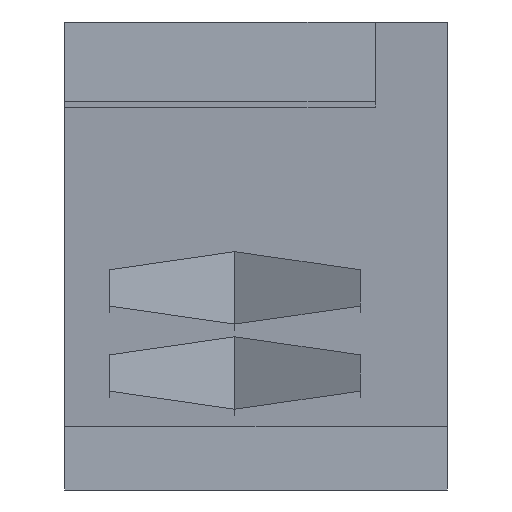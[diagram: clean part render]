
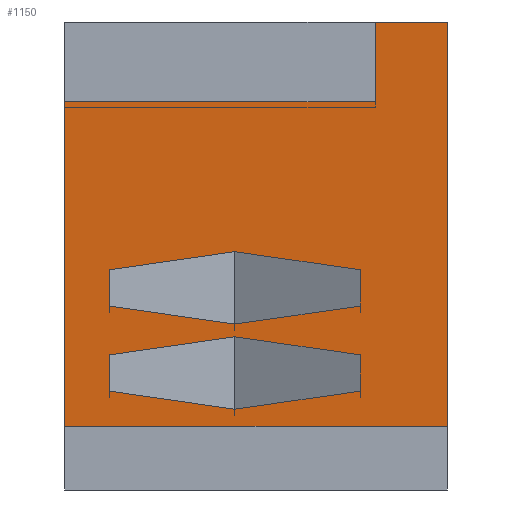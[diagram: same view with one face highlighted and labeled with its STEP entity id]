
A CAD part, left-side view. The second image highlights one B-rep face of the part: STEP entity #1150.
In plain terms, the highlighted planar face has unit normal (-0.242, 0, 0.97).
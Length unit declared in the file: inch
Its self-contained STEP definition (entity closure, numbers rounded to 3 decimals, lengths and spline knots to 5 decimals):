
#30=FACE_BOUND('',#133,.T.);
#31=FACE_BOUND('',#134,.T.);
#67=FACE_OUTER_BOUND('',#132,.T.);
#132=EDGE_LOOP('',(#807,#808,#809,#810,#811,#812));
#133=EDGE_LOOP('',(#813,#814,#815,#816,#817,#818));
#134=EDGE_LOOP('',(#819,#820,#821,#822,#823,#824));
#200=LINE('',#1600,#347);
#210=LINE('',#1620,#357);
#217=LINE('',#1633,#364);
#218=LINE('',#1642,#365);
#225=LINE('',#1655,#372);
#226=LINE('',#1663,#373);
#227=LINE('',#1666,#374);
#228=LINE('',#1668,#375);
#229=LINE('',#1670,#376);
#230=LINE('',#1672,#377);
#231=LINE('',#1674,#378);
#232=LINE('',#1675,#379);
#233=LINE('',#1678,#380);
#234=LINE('',#1680,#381);
#235=LINE('',#1682,#382);
#236=LINE('',#1684,#383);
#237=LINE('',#1686,#384);
#238=LINE('',#1687,#385);
#347=VECTOR('',#1301,0.3937);
#357=VECTOR('',#1317,0.3937);
#364=VECTOR('',#1326,0.3937);
#365=VECTOR('',#1335,0.3937);
#372=VECTOR('',#1344,0.3937);
#373=VECTOR('',#1353,0.3937);
#374=VECTOR('',#1354,0.3937);
#375=VECTOR('',#1355,0.3937);
#376=VECTOR('',#1356,0.3937);
#377=VECTOR('',#1357,0.3937);
#378=VECTOR('',#1358,0.3937);
#379=VECTOR('',#1359,0.3937);
#380=VECTOR('',#1360,0.3937);
#381=VECTOR('',#1361,0.3937);
#382=VECTOR('',#1362,0.3937);
#383=VECTOR('',#1363,0.3937);
#384=VECTOR('',#1364,0.3937);
#385=VECTOR('',#1365,0.3937);
#494=VERTEX_POINT('',#1598);
#495=VERTEX_POINT('',#1599);
#502=VERTEX_POINT('',#1619);
#507=VERTEX_POINT('',#1631);
#511=VERTEX_POINT('',#1641);
#516=VERTEX_POINT('',#1653);
#520=VERTEX_POINT('',#1664);
#521=VERTEX_POINT('',#1665);
#522=VERTEX_POINT('',#1667);
#523=VERTEX_POINT('',#1669);
#524=VERTEX_POINT('',#1671);
#525=VERTEX_POINT('',#1673);
#526=VERTEX_POINT('',#1676);
#527=VERTEX_POINT('',#1677);
#528=VERTEX_POINT('',#1679);
#529=VERTEX_POINT('',#1681);
#530=VERTEX_POINT('',#1683);
#531=VERTEX_POINT('',#1685);
#602=EDGE_CURVE('',#494,#495,#200,.T.);
#612=EDGE_CURVE('',#495,#502,#210,.T.);
#619=EDGE_CURVE('',#494,#507,#217,.T.);
#623=EDGE_CURVE('',#511,#507,#218,.T.);
#630=EDGE_CURVE('',#511,#516,#225,.T.);
#634=EDGE_CURVE('',#516,#502,#226,.T.);
#635=EDGE_CURVE('',#520,#521,#227,.T.);
#636=EDGE_CURVE('',#522,#520,#228,.T.);
#637=EDGE_CURVE('',#523,#522,#229,.T.);
#638=EDGE_CURVE('',#524,#523,#230,.T.);
#639=EDGE_CURVE('',#525,#524,#231,.T.);
#640=EDGE_CURVE('',#521,#525,#232,.T.);
#641=EDGE_CURVE('',#526,#527,#233,.T.);
#642=EDGE_CURVE('',#528,#526,#234,.T.);
#643=EDGE_CURVE('',#529,#528,#235,.T.);
#644=EDGE_CURVE('',#530,#529,#236,.T.);
#645=EDGE_CURVE('',#531,#530,#237,.T.);
#646=EDGE_CURVE('',#527,#531,#238,.T.);
#807=ORIENTED_EDGE('',*,*,#612,.F.);
#808=ORIENTED_EDGE('',*,*,#602,.F.);
#809=ORIENTED_EDGE('',*,*,#619,.T.);
#810=ORIENTED_EDGE('',*,*,#623,.F.);
#811=ORIENTED_EDGE('',*,*,#630,.T.);
#812=ORIENTED_EDGE('',*,*,#634,.T.);
#813=ORIENTED_EDGE('',*,*,#635,.F.);
#814=ORIENTED_EDGE('',*,*,#636,.F.);
#815=ORIENTED_EDGE('',*,*,#637,.F.);
#816=ORIENTED_EDGE('',*,*,#638,.F.);
#817=ORIENTED_EDGE('',*,*,#639,.F.);
#818=ORIENTED_EDGE('',*,*,#640,.F.);
#819=ORIENTED_EDGE('',*,*,#641,.F.);
#820=ORIENTED_EDGE('',*,*,#642,.F.);
#821=ORIENTED_EDGE('',*,*,#643,.F.);
#822=ORIENTED_EDGE('',*,*,#644,.F.);
#823=ORIENTED_EDGE('',*,*,#645,.F.);
#824=ORIENTED_EDGE('',*,*,#646,.F.);
#1098=PLANE('',#1235);
#1150=ADVANCED_FACE('',(#67,#30,#31),#1098,.T.);
#1235=AXIS2_PLACEMENT_3D('',#1662,#1351,#1352);
#1301=DIRECTION('',(0.,-1.,0.));
#1317=DIRECTION('',(0.97,0.,0.243));
#1326=DIRECTION('',(-0.97,0.,-0.243));
#1335=DIRECTION('',(0.,1.,0.));
#1344=DIRECTION('',(0.97,0.,0.243));
#1351=DIRECTION('center_axis',(-0.243,0.,0.97));
#1352=DIRECTION('ref_axis',(-0.97,0.,-0.243));
#1353=DIRECTION('',(0.,1.,0.));
#1354=DIRECTION('',(0.496,0.859,0.124));
#1355=DIRECTION('',(0.97,0.,0.243));
#1356=DIRECTION('',(0.496,-0.859,0.124));
#1357=DIRECTION('',(-0.496,-0.859,-0.124));
#1358=DIRECTION('',(-0.97,0.,-0.243));
#1359=DIRECTION('',(-0.496,0.859,-0.124));
#1360=DIRECTION('',(0.496,0.859,0.124));
#1361=DIRECTION('',(0.97,0.,0.243));
#1362=DIRECTION('',(0.496,-0.859,0.124));
#1363=DIRECTION('',(-0.496,-0.859,-0.124));
#1364=DIRECTION('',(-0.97,0.,-0.243));
#1365=DIRECTION('',(-0.496,0.859,-0.124));
#1598=CARTESIAN_POINT('',(1.27953,0.,0.35925));
#1599=CARTESIAN_POINT('',(1.27953,-0.2874,0.35925));
#1600=CARTESIAN_POINT('',(1.27953,0.,0.35925));
#1619=CARTESIAN_POINT('',(1.5748,-0.2874,0.43307));
#1620=CARTESIAN_POINT('',(1.5887,-0.2874,0.43654));
#1631=CARTESIAN_POINT('',(0.07874,0.,0.05906));
#1633=CARTESIAN_POINT('',(0.78277,0.,0.23506));
#1641=CARTESIAN_POINT('',(0.07874,-0.35433,0.05906));
#1642=CARTESIAN_POINT('',(0.07874,0.,0.05906));
#1653=CARTESIAN_POINT('',(1.5748,-0.35433,0.43307));
#1655=CARTESIAN_POINT('',(3.83048,-0.35433,0.99699));
#1662=CARTESIAN_POINT('Origin',(1.5748,0.,0.43307));
#1663=CARTESIAN_POINT('',(1.5748,-0.08858,0.43307));
#1664=CARTESIAN_POINT('',(0.34265,-0.27362,0.12503));
#1665=CARTESIAN_POINT('',(0.4097,-0.15748,0.14179));
#1666=CARTESIAN_POINT('',(0.57158,0.12291,0.18227));
#1667=CARTESIAN_POINT('',(0.20854,-0.27362,0.0915));
#1668=CARTESIAN_POINT('',(0.93185,-0.27362,0.27233));
#1669=CARTESIAN_POINT('',(0.14148,-0.15748,0.07474));
#1670=CARTESIAN_POINT('',(0.30637,-0.44308,0.11596));
#1671=CARTESIAN_POINT('',(0.20854,-0.04134,0.0915));
#1672=CARTESIAN_POINT('',(0.40652,0.30159,0.141));
#1673=CARTESIAN_POINT('',(0.34265,-0.04134,0.12503));
#1674=CARTESIAN_POINT('',(0.99496,-0.04134,0.28811));
#1675=CARTESIAN_POINT('',(0.53745,-0.37875,0.17373));
#1676=CARTESIAN_POINT('',(0.65761,-0.27362,0.20377));
#1677=CARTESIAN_POINT('',(0.72466,-0.15748,0.22054));
#1678=CARTESIAN_POINT('',(0.84293,0.04737,0.2501));
#1679=CARTESIAN_POINT('',(0.5235,-0.27362,0.17024));
#1680=CARTESIAN_POINT('',(1.08007,-0.27362,0.30939));
#1681=CARTESIAN_POINT('',(0.45644,-0.15748,0.15348));
#1682=CARTESIAN_POINT('',(0.57772,-0.36754,0.1838));
#1683=CARTESIAN_POINT('',(0.5235,-0.04134,0.17024));
#1684=CARTESIAN_POINT('',(0.67787,0.22605,0.20884));
#1685=CARTESIAN_POINT('',(0.65761,-0.04134,0.20377));
#1686=CARTESIAN_POINT('',(1.14318,-0.04134,0.32517));
#1687=CARTESIAN_POINT('',(0.8088,-0.30322,0.24157));
